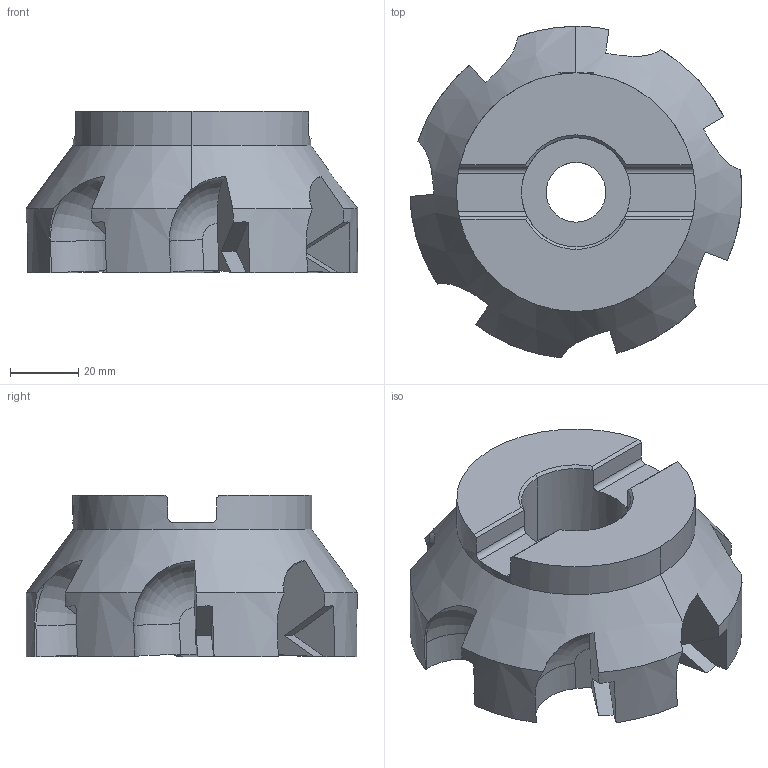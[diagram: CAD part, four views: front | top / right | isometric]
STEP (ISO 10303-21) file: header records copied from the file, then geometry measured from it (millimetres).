
FILE_DESCRIPTION(('no description'),'unknown implementation level');
FILE_NAME('solidfotVioQOWpMf6wcvH1w8B9W_wm4_1.STP',' ',('CIM GmbH Aachen'),('CADClick - KiM GmbH - www.kimweb.de'),'unknown preprocess','ACIS','unknown authorization');
FILE_SCHEMA(('automotive_design'));
Length unit declared in the file: millimetre
Products named in the file (1): 1
Bounding box: 97.37 x 97.19 x 47.38 mm (x, y, z)
Volume: 197879.9 mm3; surface area: 32046.7 mm2
Topology: 1 solids, 1 shells, 128 faces, 361 edges, 235 vertices
Faces by surface type: plane 70, cylinder 43, cone 8, torus 7
Entity records: 9199 total; most frequent: CARTESIAN_POINT 1939, STYLED_ITEM 725, PRESENTATION_STYLE_ASSIGNMENT 725, COLOUR_RGB 725, ORIENTED_EDGE 722, DIRECTION 674, EDGE_CURVE 361, CURVE_STYLE 361
